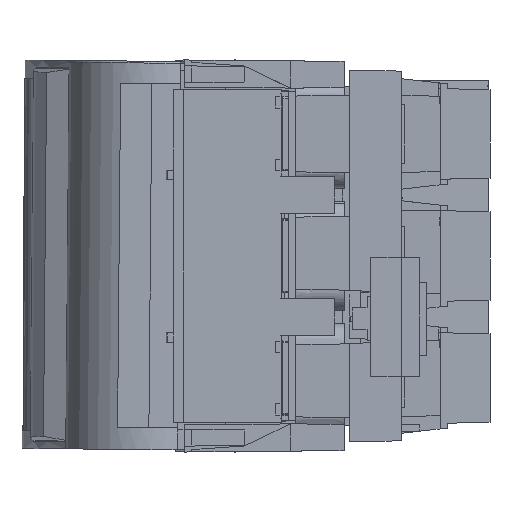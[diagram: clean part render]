
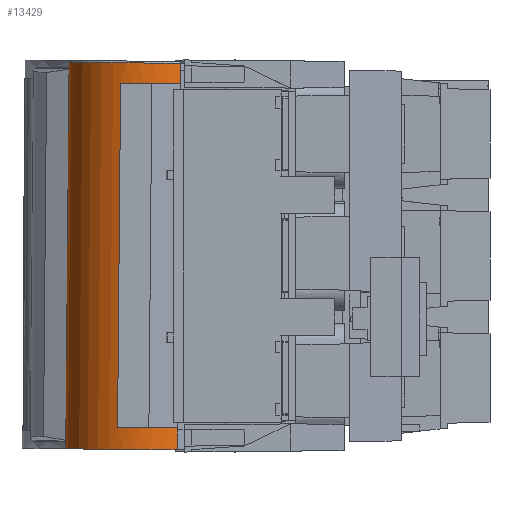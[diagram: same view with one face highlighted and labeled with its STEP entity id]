
A CAD part, left-side view. The second image highlights one B-rep face of the part: STEP entity #13429.
In plain terms, the highlighted cylindrical face has radius 22.5 mm (diameter 45 mm), a partial arc.
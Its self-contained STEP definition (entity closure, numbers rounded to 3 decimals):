
#11302=CARTESIAN_POINT('',(-42.929,40.415,
-52.338));
#11303=DIRECTION('',(0.,-0.009,1.));
#11304=DIRECTION('',(0.087,0.996,0.009));
#11305=AXIS2_PLACEMENT_3D('',#11302,#11303,#11304);
#11344=DIRECTION('',(0.,-0.009,1.));
#11345=VECTOR('',#11344,101.019);
#11346=CARTESIAN_POINT('',(-41.143,62.826,
-50.152));
#11347=LINE('',#11346,#11345);
#11348=DIRECTION('',(0.,0.009,-1.));
#11349=VECTOR('',#11348,4.9);
#11350=CARTESIAN_POINT('',(-64.072,31.808,
52.091));
#11351=LINE('',#11350,#11349);
#11352=DIRECTION('',(0.,0.009,-1.));
#11353=VECTOR('',#11352,0.6);
#11354=CARTESIAN_POINT('',(-64.072,31.851,
47.191));
#11355=LINE('',#11354,#11353);
#11356=DIRECTION('',(0.,0.009,-1.));
#11357=VECTOR('',#11356,93.);
#11358=CARTESIAN_POINT('',(-63.777,48.014,
46.732));
#11359=LINE('',#11358,#11357);
#11360=DIRECTION('',(0.,0.009,-1.));
#11361=VECTOR('',#11360,0.6);
#11362=CARTESIAN_POINT('',(-64.072,32.668,
-46.405));
#11363=LINE('',#11362,#11361);
#11364=DIRECTION('',(0.,-0.009,1.));
#11365=VECTOR('',#11364,1.987);
#11366=CARTESIAN_POINT('',(-40.968,62.829,
-52.142));
#11367=LINE('',#11366,#11365);
#11372=CARTESIAN_POINT('',(-41.143,62.826,
-50.152));
#11373=CARTESIAN_POINT('',(-41.124,62.824,
-50.152));
#11374=CARTESIAN_POINT('',(-41.085,62.821,
-50.157));
#11375=CARTESIAN_POINT('',(-41.027,62.816,
-50.155));
#11376=CARTESIAN_POINT('',(-40.988,62.813,
-50.155));
#11377=CARTESIAN_POINT('',(-40.968,62.811,
-50.155));
#11601=DIRECTION('',(0.,0.009,-1.));
#11602=VECTOR('',#11601,1.487);
#11603=CARTESIAN_POINT('',(-40.968,61.917,
52.354));
#11604=LINE('',#11603,#11602);
#11605=CARTESIAN_POINT('',(-40.968,61.93,
50.867));
#11606=CARTESIAN_POINT('',(-40.988,61.931,
50.867));
#11607=CARTESIAN_POINT('',(-41.027,61.935,
50.866));
#11608=CARTESIAN_POINT('',(-41.085,61.94,
50.869));
#11609=CARTESIAN_POINT('',(-41.124,61.943,
50.864));
#11610=CARTESIAN_POINT('',(-41.143,61.944,
50.864));
#11727=CARTESIAN_POINT('',(-42.929,39.503,
52.158));
#11728=DIRECTION('',(0.,0.009,-1.));
#11729=DIRECTION('',(-0.94,-0.342,-0.003));
#11730=AXIS2_PLACEMENT_3D('',#11727,#11728,#11729);
#12013=CARTESIAN_POINT('',(-42.929,39.551,
46.658));
#12014=DIRECTION('',(0.,-0.009,1.));
#12015=DIRECTION('',(-0.927,0.376,0.003));
#12016=AXIS2_PLACEMENT_3D('',#12013,#12014,#12015);
#12026=CARTESIAN_POINT('',(-42.929,40.363,
-46.338));
#12027=DIRECTION('',(0.,0.009,-1.));
#12028=DIRECTION('',(-0.94,-0.342,-0.003));
#12029=AXIS2_PLACEMENT_3D('',#12026,#12027,#12028);
#12047=DIRECTION('',(0.,-0.009,1.));
#12048=VECTOR('',#12047,5.4);
#12049=CARTESIAN_POINT('',(-64.072,32.72,
-52.405));
#12050=LINE('',#12049,#12048);
#12283=CARTESIAN_POINT('',(-64.072,31.808,
52.091));
#12284=CARTESIAN_POINT('',(-64.072,31.851,
47.191));
#12285=VERTEX_POINT('',#12283);
#12286=VERTEX_POINT('',#12284);
#12287=CARTESIAN_POINT('',(-64.072,31.856,
46.591));
#12288=VERTEX_POINT('',#12287);
#12289=CARTESIAN_POINT('',(-64.072,32.668,
-46.405));
#12290=CARTESIAN_POINT('',(-64.072,32.673,
-47.005));
#12291=VERTEX_POINT('',#12289);
#12292=VERTEX_POINT('',#12290);
#12533=CARTESIAN_POINT('',(-40.968,62.829,
-52.142));
#12534=CARTESIAN_POINT('',(-64.072,32.72,
-52.405));
#12535=VERTEX_POINT('',#12533);
#12536=VERTEX_POINT('',#12534);
#12541=VERTEX_POINT('',#11372);
#12542=VERTEX_POINT('',#11377);
#12543=CARTESIAN_POINT('',(-41.143,61.944,
50.864));
#12544=VERTEX_POINT('',#12543);
#12545=VERTEX_POINT('',#11605);
#12546=CARTESIAN_POINT('',(-40.968,61.917,
52.354));
#12547=VERTEX_POINT('',#12546);
#12548=CARTESIAN_POINT('',(-63.777,48.014,
46.732));
#12549=VERTEX_POINT('',#12548);
#12550=CARTESIAN_POINT('',(-63.777,48.826,
-46.264));
#12551=VERTEX_POINT('',#12550);
#13395=CARTESIAN_POINT('',(-42.929,40.418,
-52.638));
#13396=DIRECTION('',(0.,-0.009,1.));
#13397=DIRECTION('',(-0.236,-0.972,-0.008));
#13398=AXIS2_PLACEMENT_3D('',#13395,#13396,#13397);
#13399=CYLINDRICAL_SURFACE('',#13398,22.5);
#13401=ORIENTED_EDGE('',*,*,#13400,.F.);
#13403=ORIENTED_EDGE('',*,*,#13402,.T.);
#13405=ORIENTED_EDGE('',*,*,#13404,.F.);
#13407=ORIENTED_EDGE('',*,*,#13406,.F.);
#13409=ORIENTED_EDGE('',*,*,#13408,.F.);
#13411=ORIENTED_EDGE('',*,*,#13410,.T.);
#13413=ORIENTED_EDGE('',*,*,#13412,.T.);
#13415=ORIENTED_EDGE('',*,*,#13414,.F.);
#13417=ORIENTED_EDGE('',*,*,#13416,.T.);
#13419=ORIENTED_EDGE('',*,*,#13418,.F.);
#13421=ORIENTED_EDGE('',*,*,#13420,.T.);
#13423=ORIENTED_EDGE('',*,*,#13422,.F.);
#13424=ORIENTED_EDGE('',*,*,#13371,.F.);
#13426=ORIENTED_EDGE('',*,*,#13425,.T.);
#13427=EDGE_LOOP('',(#13401,#13403,#13405,#13407,#13409,#13411,#13413,#13415,
#13417,#13419,#13421,#13423,#13424,#13426));
#13428=FACE_OUTER_BOUND('',#13427,.F.);
#11306=CIRCLE('',#11305,22.5);
#11378=B_SPLINE_CURVE_WITH_KNOTS('',3,(#11372,#11373,#11374,#11375,#11376,
#11377),.UNSPECIFIED.,.F.,.F.,(4,1,1,4),(0.,0.333,
0.667,1.),.UNSPECIFIED.);
#11611=B_SPLINE_CURVE_WITH_KNOTS('',3,(#11605,#11606,#11607,#11608,#11609,
#11610),.UNSPECIFIED.,.F.,.F.,(4,1,1,4),(0.,0.333,
0.667,1.),.UNSPECIFIED.);
#11731=CIRCLE('',#11730,22.5);
#12017=CIRCLE('',#12016,22.5);
#12030=CIRCLE('',#12029,22.5);
#13371=EDGE_CURVE('',#12535,#12536,#11306,.T.);
#13400=EDGE_CURVE('',#12541,#12542,#11378,.T.);
#13402=EDGE_CURVE('',#12541,#12544,#11347,.T.);
#13404=EDGE_CURVE('',#12545,#12544,#11611,.T.);
#13406=EDGE_CURVE('',#12547,#12545,#11604,.T.);
#13408=EDGE_CURVE('',#12285,#12547,#11731,.T.);
#13410=EDGE_CURVE('',#12285,#12286,#11351,.T.);
#13412=EDGE_CURVE('',#12286,#12288,#11355,.T.);
#13414=EDGE_CURVE('',#12549,#12288,#12017,.T.);
#13416=EDGE_CURVE('',#12549,#12551,#11359,.T.);
#13418=EDGE_CURVE('',#12291,#12551,#12030,.T.);
#13420=EDGE_CURVE('',#12291,#12292,#11363,.T.);
#13422=EDGE_CURVE('',#12536,#12292,#12050,.T.);
#13425=EDGE_CURVE('',#12535,#12542,#11367,.T.);
#13429=ADVANCED_FACE('',(#13428),#13399,.T.);
